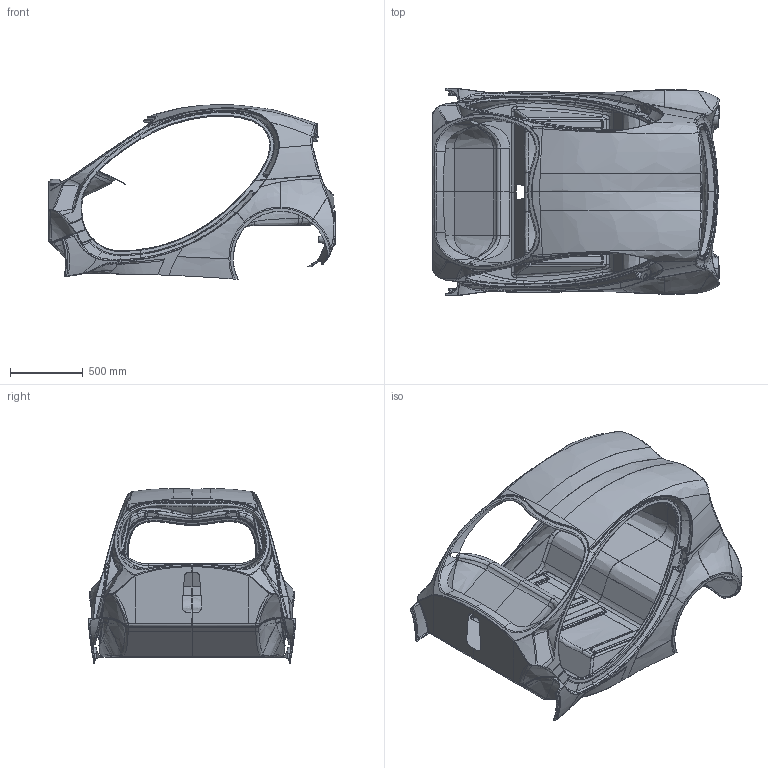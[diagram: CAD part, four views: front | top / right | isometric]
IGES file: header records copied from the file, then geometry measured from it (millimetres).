
Start section: START RECORD GO HERE.
Global section: file name: Monocoque_v01.igs; native system: IBM CATIA IGES - CATIA Version 5 Release 18 ; preprocessor: CATIA Version 5 Release 18 ; author: Administrator; organization: RIVERSIMPLE1; date: 20100316.100701; units: millimetre
Bounding box: 1979.1 x 1428.12 x 1205.11 mm (x, y, z)
Surface area: 15137019 mm2 (no closed solid volume)
Topology: 0 solids, 0 shells, 2820 faces, 25149 edges, 25149 vertices
Faces by surface type: bspline 2710, plane 54, revolution 52, extrusion 4
